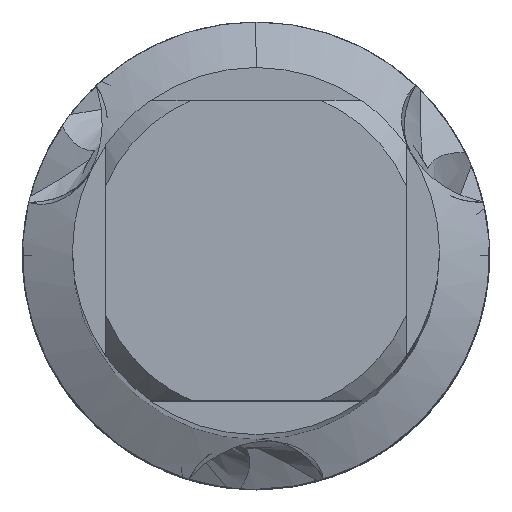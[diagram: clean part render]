
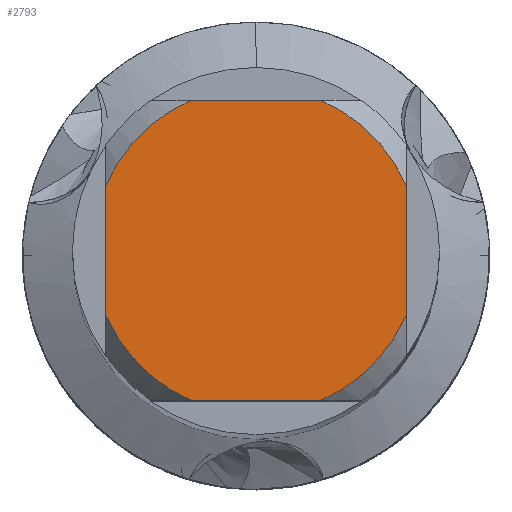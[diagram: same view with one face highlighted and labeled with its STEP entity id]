
A CAD part, top view. The second image highlights one B-rep face of the part: STEP entity #2793.
In plain terms, the highlighted planar face has unit normal (0, 0, 1).
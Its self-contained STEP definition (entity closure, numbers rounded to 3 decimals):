
#1603=VERTEX_POINT('',#4355);
#1659=EDGE_CURVE('',#1603,#1835,#4416,.T.);
#1835=VERTEX_POINT('',#4608);
#1845=EDGE_CURVE('',#3381,#2747,#4619,.T.);
#1947=VERTEX_POINT('',#4728);
#1957=EDGE_CURVE('',#1603,#3669,#4738,.T.);
#2175=EDGE_CURVE('',#3489,#3669,#4972,.T.);
#2373=EDGE_CURVE('',#1947,#2747,#5190,.T.);
#2747=VERTEX_POINT('',#5597);
#2793=ADVANCED_FACE('',(#5646),#5647,.T.);
#2889=VERTEX_POINT('',#5752);
#2921=EDGE_CURVE('',#3489,#2889,#5789,.T.);
#3339=EDGE_CURVE('',#3381,#1835,#6244,.T.);
#3381=VERTEX_POINT('',#6288);
#3489=VERTEX_POINT('',#6407);
#3669=VERTEX_POINT('',#6607);
#3715=EDGE_CURVE('',#1947,#2889,#6659,.T.);
#4355=CARTESIAN_POINT('',(4.5,-1.939,0.0));
#4416=CIRCLE('',#7698,4.9);
#4608=CARTESIAN_POINT('',(1.939,-4.5,0.0));
#4619=CIRCLE('',#8258,4.9);
#4728=CARTESIAN_POINT('',(-4.5,1.939,0.0));
#4738=LINE('',#8560,#8561);
#4972=CIRCLE('',#9801,4.9);
#5190=LINE('',#10607,#10608);
#5597=CARTESIAN_POINT('',(-4.5,-1.939,0.0));
#5646=FACE_OUTER_BOUND('',#11800,.T.);
#5647=PLANE('',#11801);
#5752=CARTESIAN_POINT('',(-1.939,4.5,0.0));
#5789=LINE('',#12202,#12203);
#6244=LINE('',#13344,#13345);
#6288=CARTESIAN_POINT('',(-1.939,-4.5,0.0));
#6407=CARTESIAN_POINT('',(1.939,4.5,0.0));
#6607=CARTESIAN_POINT('',(4.5,1.939,0.0));
#6659=CIRCLE('',#14950,4.9);
#7698=AXIS2_PLACEMENT_3D('',#16788,#16789,#16790);
#8258=AXIS2_PLACEMENT_3D('',#17009,#17010,#17011);
#8560=CARTESIAN_POINT('',(4.5,1.225,0.0));
#8561=VECTOR('',#17106,1.0);
#9801=AXIS2_PLACEMENT_3D('',#17480,#17481,#17482);
#10607=CARTESIAN_POINT('',(-4.5,1.225,0.0));
#10608=VECTOR('',#17808,1.0);
#11800=EDGE_LOOP('',(#18238,#18239,#18240,#18241,#18242,#18243,#18244,#18245));
#11801=AXIS2_PLACEMENT_3D('',#18246,#18247,#18248);
#12202=CARTESIAN_POINT('',(0.0,4.5,0.0));
#12203=VECTOR('',#18403,1.0);
#13344=CARTESIAN_POINT('',(0.0,-4.5,0.0));
#13345=VECTOR('',#18870,1.0);
#14950=AXIS2_PLACEMENT_3D('',#19350,#19351,#19352);
#16788=CARTESIAN_POINT('',(0.0,0.0,0.0));
#16789=DIRECTION('',(0.0,0.0,-1.0));
#16790=DIRECTION('',(0.0,1.0,0.0));
#17009=CARTESIAN_POINT('',(0.0,0.0,0.0));
#17010=DIRECTION('',(0.0,0.0,-1.0));
#17011=DIRECTION('',(0.0,1.0,0.0));
#17106=DIRECTION('',(-0.0,1.0,0.0));
#17480=CARTESIAN_POINT('',(0.0,0.0,0.0));
#17481=DIRECTION('',(0.0,0.0,-1.0));
#17482=DIRECTION('',(0.0,1.0,0.0));
#17808=DIRECTION('',(-0.0,-1.0,0.0));
#18238=ORIENTED_EDGE('',*,*,#2373,.T.);
#18239=ORIENTED_EDGE('',*,*,#1845,.F.);
#18240=ORIENTED_EDGE('',*,*,#3339,.T.);
#18241=ORIENTED_EDGE('',*,*,#1659,.F.);
#18242=ORIENTED_EDGE('',*,*,#1957,.T.);
#18243=ORIENTED_EDGE('',*,*,#2175,.F.);
#18244=ORIENTED_EDGE('',*,*,#2921,.T.);
#18245=ORIENTED_EDGE('',*,*,#3715,.F.);
#18246=CARTESIAN_POINT('',(0.0,2.45,0.0));
#18247=DIRECTION('',(-0.0,0.0,1.0));
#18248=DIRECTION('',(0.0,-1.0,0.0));
#18403=DIRECTION('',(-1.0,0.0,0.0));
#18870=DIRECTION('',(1.0,0.0,0.0));
#19350=CARTESIAN_POINT('',(0.0,0.0,0.0));
#19351=DIRECTION('',(0.0,0.0,-1.0));
#19352=DIRECTION('',(0.0,1.0,0.0));
